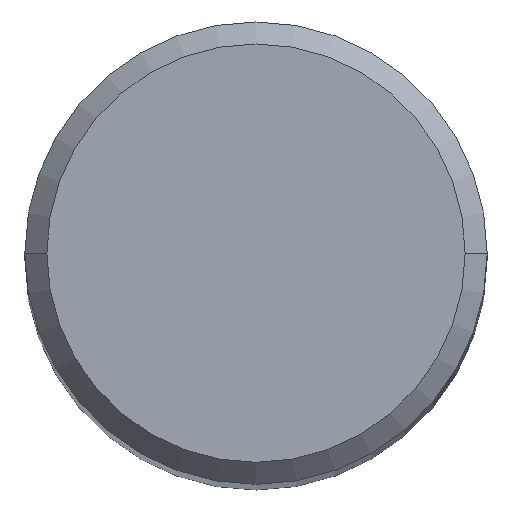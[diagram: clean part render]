
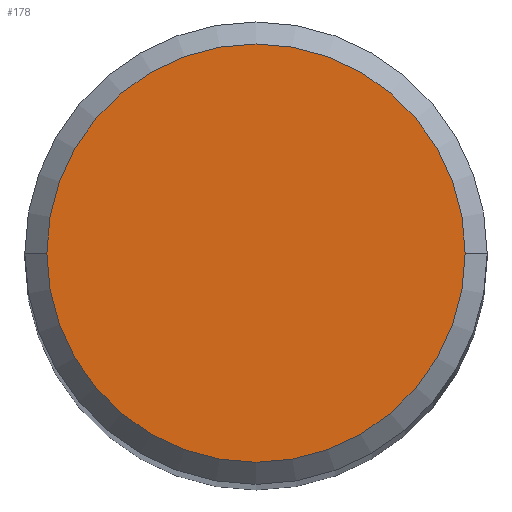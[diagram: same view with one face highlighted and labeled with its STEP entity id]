
A CAD part, top view. The second image highlights one B-rep face of the part: STEP entity #178.
In plain terms, the highlighted planar face has unit normal (0, 0, 1).
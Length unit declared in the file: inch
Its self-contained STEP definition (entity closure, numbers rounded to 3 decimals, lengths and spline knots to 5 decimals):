
#31 = DIRECTION ( 'NONE',  ( 0., 0., 1. ) ) ;
#41 = CARTESIAN_POINT ( 'NONE',  ( -0.14248, 0., 2.48032 ) ) ;
#48 = FACE_OUTER_BOUND ( 'NONE', #93, .T. ) ;
#49 = DIRECTION ( 'NONE',  ( 0., 0., 1. ) ) ;
#51 = CIRCLE ( 'NONE', #176, 0.14248 ) ;
#60 = VERTEX_POINT ( 'NONE', #126 ) ;
#93 = EDGE_LOOP ( 'NONE', ( #122, #198 ) ) ;
#116 = DIRECTION ( 'NONE',  ( 1., 0., 0. ) ) ;
#122 = ORIENTED_EDGE ( 'NONE', *, *, #165, .T. ) ;
#126 = CARTESIAN_POINT ( 'NONE',  ( 0.14248, 0., 2.48032 ) ) ;
#142 = DIRECTION ( 'NONE',  ( 0., 0., 1. ) ) ;
#146 = DIRECTION ( 'NONE',  ( 1., 0., 0. ) ) ;
#165 = EDGE_CURVE ( 'NONE', #223, #60, #240, .T. ) ;
#168 = DIRECTION ( 'NONE',  ( 1., 0., 0. ) ) ;
#170 = AXIS2_PLACEMENT_3D ( 'NONE', #247, #49, #116 ) ;
#176 = AXIS2_PLACEMENT_3D ( 'NONE', #238, #142, #146 ) ;
#178 = ADVANCED_FACE ( 'NONE', ( #48 ), #195, .T. ) ;
#187 = EDGE_CURVE ( 'NONE', #60, #223, #51, .T. ) ;
#195 = PLANE ( 'NONE',  #170 ) ;
#198 = ORIENTED_EDGE ( 'NONE', *, *, #187, .T. ) ;
#210 = CARTESIAN_POINT ( 'NONE',  ( 0., 0., 2.48032 ) ) ;
#223 = VERTEX_POINT ( 'NONE', #41 ) ;
#238 = CARTESIAN_POINT ( 'NONE',  ( 0., 0., 2.48032 ) ) ;
#240 = CIRCLE ( 'NONE', #249, 0.14248 ) ;
#247 = CARTESIAN_POINT ( 'NONE',  ( 0., 0., 2.48032 ) ) ;
#249 = AXIS2_PLACEMENT_3D ( 'NONE', #210, #31, #168 ) ;
